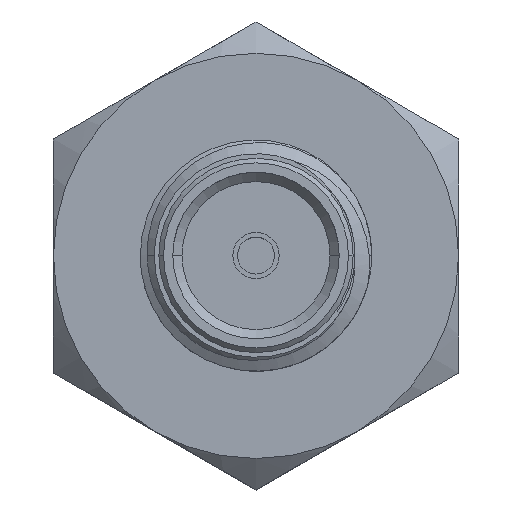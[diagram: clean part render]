
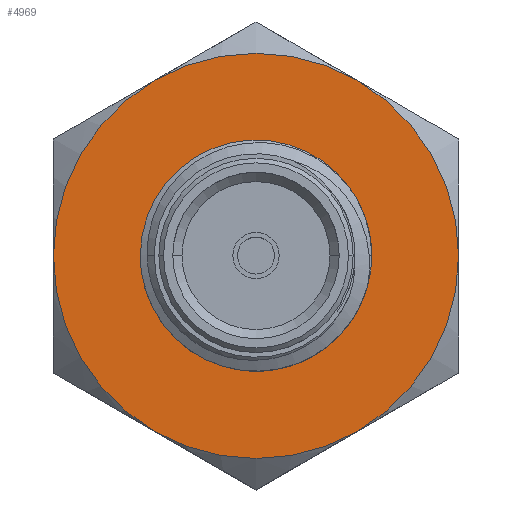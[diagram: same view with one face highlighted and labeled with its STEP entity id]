
A CAD part, top view. The second image highlights one B-rep face of the part: STEP entity #4969.
In plain terms, the highlighted planar face has unit normal (0, 0, 1).
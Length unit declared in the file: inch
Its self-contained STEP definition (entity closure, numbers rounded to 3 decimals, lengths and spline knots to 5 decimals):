
#136 = EDGE_CURVE ( 'NONE', #768, #3589, #5426, .T. ) ;
#421 = ORIENTED_EDGE ( 'NONE', *, *, #136, .T. ) ;
#472 = EDGE_CURVE ( 'NONE', #1848, #2179, #3267, .T. ) ;
#491 = VERTEX_POINT ( 'NONE', #4148 ) ;
#503 = DIRECTION ( 'NONE',  ( 0., 0., 1. ) ) ;
#573 = CARTESIAN_POINT ( 'NONE',  ( 0.1095, 0.18966, 0.045 ) ) ;
#634 = CARTESIAN_POINT ( 'NONE',  ( 0., 0., 0.045 ) ) ;
#659 = ORIENTED_EDGE ( 'NONE', *, *, #4667, .T. ) ;
#733 = EDGE_CURVE ( 'NONE', #2646, #491, #4564, .T. ) ;
#768 = VERTEX_POINT ( 'NONE', #820 ) ;
#802 = DIRECTION ( 'NONE',  ( 0., 0., 1. ) ) ;
#820 = CARTESIAN_POINT ( 'NONE',  ( -0.1095, 0.18966, 0.045 ) ) ;
#941 = FACE_BOUND ( 'NONE', #5337, .T. ) ;
#955 = CARTESIAN_POINT ( 'NONE',  ( -0.1095, -0.18966, 0.045 ) ) ;
#1031 = AXIS2_PLACEMENT_3D ( 'NONE', #2624, #2644, #5157 ) ;
#1078 = ORIENTED_EDGE ( 'NONE', *, *, #2813, .T. ) ;
#1363 = DIRECTION ( 'NONE',  ( 1., 0., 0. ) ) ;
#1471 = CARTESIAN_POINT ( 'NONE',  ( -0.115, 0., 0.045 ) ) ;
#1512 = CARTESIAN_POINT ( 'NONE',  ( 0.1095, -0.18966, 0.045 ) ) ;
#1739 = AXIS2_PLACEMENT_3D ( 'NONE', #5277, #4437, #4900 ) ;
#1754 = CARTESIAN_POINT ( 'NONE',  ( 0., 0., 0.045 ) ) ;
#1780 = VERTEX_POINT ( 'NONE', #573 ) ;
#1783 = CIRCLE ( 'NONE', #1739, 0.219 ) ;
#1823 = EDGE_CURVE ( 'NONE', #2179, #1848, #4415, .T. ) ;
#1848 = VERTEX_POINT ( 'NONE', #1471 ) ;
#1919 = AXIS2_PLACEMENT_3D ( 'NONE', #1754, #4765, #5223 ) ;
#1967 = DIRECTION ( 'NONE',  ( 0., 0., 1. ) ) ;
#1996 = AXIS2_PLACEMENT_3D ( 'NONE', #2881, #5084, #5492 ) ;
#2047 = AXIS2_PLACEMENT_3D ( 'NONE', #4054, #1967, #5325 ) ;
#2090 = EDGE_CURVE ( 'NONE', #2891, #2646, #1783, .T. ) ;
#2179 = VERTEX_POINT ( 'NONE', #4577 ) ;
#2377 = EDGE_CURVE ( 'NONE', #491, #1780, #4699, .T. ) ;
#2498 = DIRECTION ( 'NONE',  ( 0., 0., 1. ) ) ;
#2624 = CARTESIAN_POINT ( 'NONE',  ( 0., 0., 0.045 ) ) ;
#2644 = DIRECTION ( 'NONE',  ( 0., 0., 1. ) ) ;
#2646 = VERTEX_POINT ( 'NONE', #1512 ) ;
#2673 = EDGE_LOOP ( 'NONE', ( #5314, #4255, #659, #421, #1078, #4615 ) ) ;
#2702 = FACE_OUTER_BOUND ( 'NONE', #2673, .T. ) ;
#2708 = CIRCLE ( 'NONE', #2047, 0.219 ) ;
#2813 = EDGE_CURVE ( 'NONE', #3589, #2891, #4637, .T. ) ;
#2881 = CARTESIAN_POINT ( 'NONE',  ( 0., 0., 0.045 ) ) ;
#2891 = VERTEX_POINT ( 'NONE', #955 ) ;
#2956 = DIRECTION ( 'NONE',  ( 1., 0., 0. ) ) ;
#2985 = CARTESIAN_POINT ( 'NONE',  ( -0.219, 0., 0.045 ) ) ;
#3080 = AXIS2_PLACEMENT_3D ( 'NONE', #634, #4442, #3142 ) ;
#3123 = ORIENTED_EDGE ( 'NONE', *, *, #1823, .T. ) ;
#3142 = DIRECTION ( 'NONE',  ( 1., 0., 0. ) ) ;
#3267 = CIRCLE ( 'NONE', #1996, 0.115 ) ;
#3313 = ORIENTED_EDGE ( 'NONE', *, *, #472, .T. ) ;
#3589 = VERTEX_POINT ( 'NONE', #2985 ) ;
#4054 = CARTESIAN_POINT ( 'NONE',  ( 0., 0., 0.045 ) ) ;
#4087 = AXIS2_PLACEMENT_3D ( 'NONE', #5095, #2498, #2956 ) ;
#4148 = CARTESIAN_POINT ( 'NONE',  ( 0.219, 0., 0.045 ) ) ;
#4214 = PLANE ( 'NONE',  #5496 ) ;
#4255 = ORIENTED_EDGE ( 'NONE', *, *, #2377, .T. ) ;
#4332 = CARTESIAN_POINT ( 'NONE',  ( 0., 0., 0.045 ) ) ;
#4415 = CIRCLE ( 'NONE', #3080, 0.115 ) ;
#4437 = DIRECTION ( 'NONE',  ( 0., 0., 1. ) ) ;
#4442 = DIRECTION ( 'NONE',  ( 0., 0., -1. ) ) ;
#4564 = CIRCLE ( 'NONE', #4087, 0.219 ) ;
#4577 = CARTESIAN_POINT ( 'NONE',  ( 0.115, 0., 0.045 ) ) ;
#4615 = ORIENTED_EDGE ( 'NONE', *, *, #2090, .T. ) ;
#4637 = CIRCLE ( 'NONE', #1031, 0.219 ) ;
#4667 = EDGE_CURVE ( 'NONE', #1780, #768, #2708, .T. ) ;
#4699 = CIRCLE ( 'NONE', #5043, 0.219 ) ;
#4765 = DIRECTION ( 'NONE',  ( 0., 0., 1. ) ) ;
#4781 = DIRECTION ( 'NONE',  ( 1., 0., 0. ) ) ;
#4900 = DIRECTION ( 'NONE',  ( 1., 0., 0. ) ) ;
#4969 = ADVANCED_FACE ( 'NONE', ( #941, #2702 ), #4214, .T. ) ;
#5043 = AXIS2_PLACEMENT_3D ( 'NONE', #4332, #503, #4781 ) ;
#5084 = DIRECTION ( 'NONE',  ( 0., 0., -1. ) ) ;
#5095 = CARTESIAN_POINT ( 'NONE',  ( 0., 0., 0.045 ) ) ;
#5157 = DIRECTION ( 'NONE',  ( 1., 0., 0. ) ) ;
#5223 = DIRECTION ( 'NONE',  ( 1., 0., 0. ) ) ;
#5277 = CARTESIAN_POINT ( 'NONE',  ( 0., 0., 0.045 ) ) ;
#5314 = ORIENTED_EDGE ( 'NONE', *, *, #733, .T. ) ;
#5325 = DIRECTION ( 'NONE',  ( 1., 0., 0. ) ) ;
#5337 = EDGE_LOOP ( 'NONE', ( #3123, #3313 ) ) ;
#5426 = CIRCLE ( 'NONE', #1919, 0.219 ) ;
#5485 = CARTESIAN_POINT ( 'NONE',  ( 0., 0., 0.045 ) ) ;
#5492 = DIRECTION ( 'NONE',  ( 1., 0., 0. ) ) ;
#5496 = AXIS2_PLACEMENT_3D ( 'NONE', #5485, #802, #1363 ) ;
